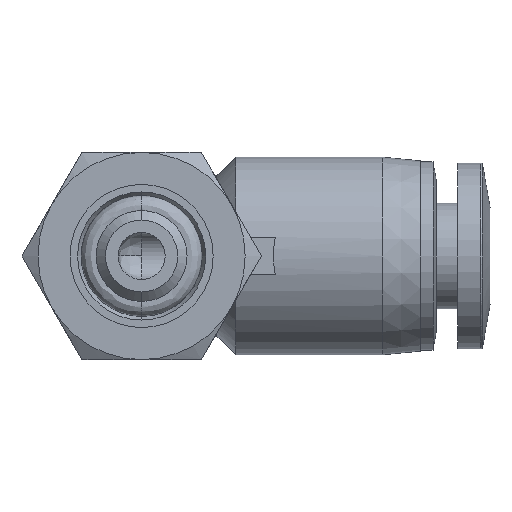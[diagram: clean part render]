
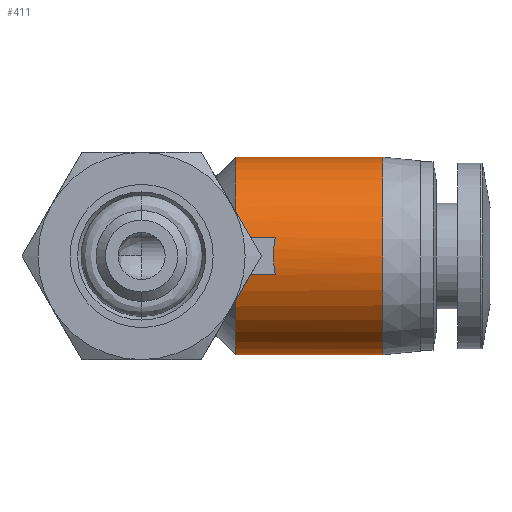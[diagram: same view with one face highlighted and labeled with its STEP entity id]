
A CAD part, front view. The second image highlights one B-rep face of the part: STEP entity #411.
In plain terms, the highlighted cylindrical face has radius 5.25 mm (diameter 10.5 mm), a partial arc.
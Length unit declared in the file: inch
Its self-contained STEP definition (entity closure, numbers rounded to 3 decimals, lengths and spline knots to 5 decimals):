
#25 = DIRECTION ( 'NONE',  ( 1., 0., 0. ) ) ;
#27 = CIRCLE ( 'NONE', #2443, 0.20669 ) ;
#187 = EDGE_LOOP ( 'NONE', ( #1158, #3073, #1306, #3127, #2400, #1933, #254, #1554 ) ) ;
#213 = CARTESIAN_POINT ( 'NONE',  ( 0.50394, 0.45276, 0. ) ) ;
#215 = DIRECTION ( 'NONE',  ( 1., 0., 0. ) ) ;
#221 = VERTEX_POINT ( 'NONE', #883 ) ;
#227 = EDGE_CURVE ( 'NONE', #342, #1847, #1390, .T. ) ;
#228 = CARTESIAN_POINT ( 'NONE',  ( 0.19685, 0.45276, -0.20669 ) ) ;
#254 = ORIENTED_EDGE ( 'NONE', *, *, #1418, .T. ) ;
#296 = DIRECTION ( 'NONE',  ( 0., 0., -1. ) ) ;
#342 = VERTEX_POINT ( 'NONE', #566 ) ;
#361 = CARTESIAN_POINT ( 'NONE',  ( 0.19685, 0.45276, 0. ) ) ;
#411 = ADVANCED_FACE ( 'NONE', ( #2698 ), #2693, .T. ) ;
#425 = LINE ( 'NONE', #1636, #463 ) ;
#463 = VECTOR ( 'NONE', #2395, 39.37008 ) ;
#465 = DIRECTION ( 'NONE',  ( 0., 0., -1. ) ) ;
#467 = CARTESIAN_POINT ( 'NONE',  ( 0.27937, 0.24985, 0.03937 ) ) ;
#475 = CARTESIAN_POINT ( 'NONE',  ( 0.27937, 0.24985, -0.03937 ) ) ;
#537 = AXIS2_PLACEMENT_3D ( 'NONE', #1753, #215, #2005 ) ;
#552 = DIRECTION ( 'NONE',  ( 1., 0., 0. ) ) ;
#566 = CARTESIAN_POINT ( 'NONE',  ( 0.19685, 0.45276, 0.20669 ) ) ;
#570 = VERTEX_POINT ( 'NONE', #3186 ) ;
#729 =( BOUNDED_CURVE ( )  B_SPLINE_CURVE ( 3, ( #467, #2757, #2015, #475 ),
 .UNSPECIFIED., .F., .F. ) 
 B_SPLINE_CURVE_WITH_KNOTS ( ( 4, 4 ),
 ( 2.94995, 3.33324 ),
 .UNSPECIFIED. ) 
 CURVE ( )  GEOMETRIC_REPRESENTATION_ITEM ( )  RATIONAL_B_SPLINE_CURVE ( ( 1., 0.988, 0.988, 1. ) ) 
 REPRESENTATION_ITEM ( '' )  );
#790 = EDGE_CURVE ( 'NONE', #342, #221, #1714, .T. ) ;
#815 = LINE ( 'NONE', #1684, #2455 ) ;
#844 = VERTEX_POINT ( 'NONE', #2186 ) ;
#883 = CARTESIAN_POINT ( 'NONE',  ( 0.50394, 0.45276, 0.20669 ) ) ;
#1080 = VERTEX_POINT ( 'NONE', #228 ) ;
#1158 = ORIENTED_EDGE ( 'NONE', *, *, #790, .F. ) ;
#1306 = ORIENTED_EDGE ( 'NONE', *, *, #2072, .T. ) ;
#1390 = CIRCLE ( 'NONE', #2131, 0.20669 ) ;
#1404 = AXIS2_PLACEMENT_3D ( 'NONE', #2849, #2540, #2588 ) ;
#1418 = EDGE_CURVE ( 'NONE', #1080, #844, #1900, .T. ) ;
#1501 = CARTESIAN_POINT ( 'NONE',  ( 0.27937, 0.24985, -0.03937 ) ) ;
#1554 = ORIENTED_EDGE ( 'NONE', *, *, #2559, .T. ) ;
#1629 = VECTOR ( 'NONE', #2508, 39.37008 ) ;
#1635 = VECTOR ( 'NONE', #25, 39.37008 ) ;
#1636 = CARTESIAN_POINT ( 'NONE',  ( 0.35039, 0.24985, 0.03937 ) ) ;
#1657 = EDGE_CURVE ( 'NONE', #1814, #570, #815, .T. ) ;
#1684 = CARTESIAN_POINT ( 'NONE',  ( 0.35039, 0.24985, -0.03937 ) ) ;
#1714 = LINE ( 'NONE', #2549, #1629 ) ;
#1740 = CIRCLE ( 'NONE', #537, 0.20669 ) ;
#1753 = CARTESIAN_POINT ( 'NONE',  ( 0.19685, 0.45276, 0. ) ) ;
#1792 = VERTEX_POINT ( 'NONE', #2221 ) ;
#1814 = VERTEX_POINT ( 'NONE', #1501 ) ;
#1847 = VERTEX_POINT ( 'NONE', #2248 ) ;
#1900 = LINE ( 'NONE', #2803, #1635 ) ;
#1933 = ORIENTED_EDGE ( 'NONE', *, *, #2864, .T. ) ;
#2002 = DIRECTION ( 'NONE',  ( -1., 0., 0. ) ) ;
#2005 = DIRECTION ( 'NONE',  ( 0., 0., -1. ) ) ;
#2015 = CARTESIAN_POINT ( 'NONE',  ( 0.27431, 0.24479, -0.01329 ) ) ;
#2072 = EDGE_CURVE ( 'NONE', #1847, #1792, #425, .T. ) ;
#2131 = AXIS2_PLACEMENT_3D ( 'NONE', #361, #552, #296 ) ;
#2186 = CARTESIAN_POINT ( 'NONE',  ( 0.50394, 0.45276, -0.20669 ) ) ;
#2221 = CARTESIAN_POINT ( 'NONE',  ( 0.27937, 0.24985, 0.03937 ) ) ;
#2248 = CARTESIAN_POINT ( 'NONE',  ( 0.19685, 0.24985, 0.03937 ) ) ;
#2395 = DIRECTION ( 'NONE',  ( 1., 0., 0. ) ) ;
#2400 = ORIENTED_EDGE ( 'NONE', *, *, #1657, .T. ) ;
#2443 = AXIS2_PLACEMENT_3D ( 'NONE', #213, #2002, #465 ) ;
#2455 = VECTOR ( 'NONE', #2679, 39.37008 ) ;
#2508 = DIRECTION ( 'NONE',  ( 1., 0., 0. ) ) ;
#2540 = DIRECTION ( 'NONE',  ( 1., 0., 0. ) ) ;
#2549 = CARTESIAN_POINT ( 'NONE',  ( 0.35039, 0.45276, 0.20669 ) ) ;
#2559 = EDGE_CURVE ( 'NONE', #844, #221, #27, .T. ) ;
#2588 = DIRECTION ( 'NONE',  ( 0., 0., -1. ) ) ;
#2679 = DIRECTION ( 'NONE',  ( -1., 0., 0. ) ) ;
#2693 = CYLINDRICAL_SURFACE ( 'NONE', #1404, 0.20669 ) ;
#2698 = FACE_OUTER_BOUND ( 'NONE', #187, .T. ) ;
#2757 = CARTESIAN_POINT ( 'NONE',  ( 0.27431, 0.24479, 0.01329 ) ) ;
#2803 = CARTESIAN_POINT ( 'NONE',  ( 0.35039, 0.45276, -0.20669 ) ) ;
#2849 = CARTESIAN_POINT ( 'NONE',  ( 0.35039, 0.45276, 0. ) ) ;
#2864 = EDGE_CURVE ( 'NONE', #570, #1080, #1740, .T. ) ;
#2887 = EDGE_CURVE ( 'NONE', #1792, #1814, #729, .T. ) ;
#3073 = ORIENTED_EDGE ( 'NONE', *, *, #227, .T. ) ;
#3127 = ORIENTED_EDGE ( 'NONE', *, *, #2887, .T. ) ;
#3186 = CARTESIAN_POINT ( 'NONE',  ( 0.19685, 0.24985, -0.03937 ) ) ;
